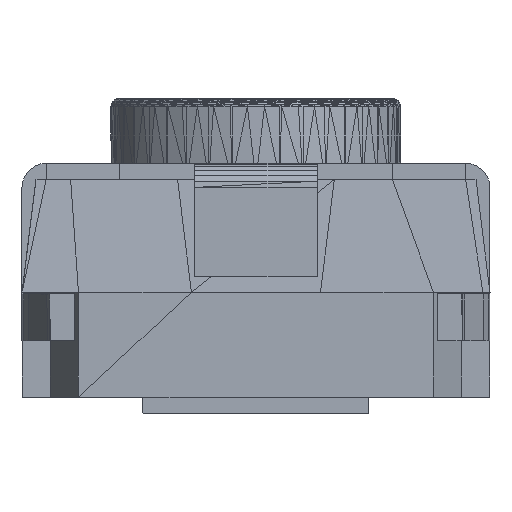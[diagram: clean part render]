
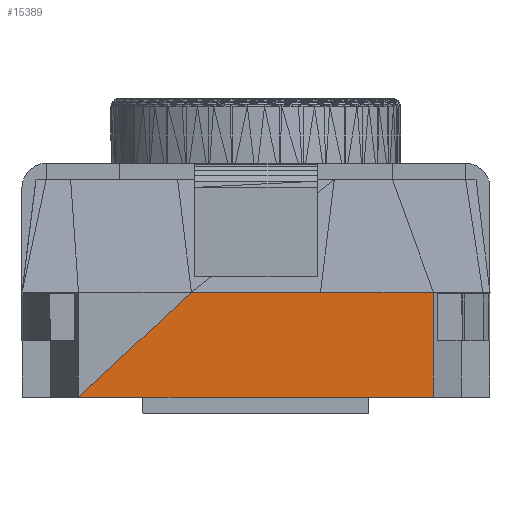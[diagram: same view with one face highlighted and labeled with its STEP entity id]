
A CAD part, left-side view. The second image highlights one B-rep face of the part: STEP entity #15389.
In plain terms, the highlighted planar face has unit normal (-1, 0, 0).
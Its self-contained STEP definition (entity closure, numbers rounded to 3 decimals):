
#753=FACE_OUTER_BOUND('',#1898,.T.);
#1898=EDGE_LOOP('',(#11491,#11492,#11493,#11494,#11495));
#3541=LINE('',#23616,#5597);
#3542=LINE('',#23618,#5598);
#3543=LINE('',#23620,#5599);
#3544=LINE('',#23622,#5600);
#3545=LINE('',#23623,#5601);
#5597=VECTOR('',#19333,1.);
#5598=VECTOR('',#19334,1.);
#5599=VECTOR('',#19335,1.);
#5600=VECTOR('',#19336,1.);
#5601=VECTOR('',#19337,1.);
#7082=VERTEX_POINT('',#23588);
#7093=VERTEX_POINT('',#23615);
#7094=VERTEX_POINT('',#23617);
#7095=VERTEX_POINT('',#23619);
#7096=VERTEX_POINT('',#23621);
#8572=EDGE_CURVE('',#7093,#7082,#3541,.T.);
#8573=EDGE_CURVE('',#7093,#7094,#3542,.T.);
#8574=EDGE_CURVE('',#7094,#7095,#3543,.T.);
#8575=EDGE_CURVE('',#7096,#7095,#3544,.T.);
#8576=EDGE_CURVE('',#7082,#7096,#3545,.T.);
#11491=ORIENTED_EDGE('',*,*,#8572,.F.);
#11492=ORIENTED_EDGE('',*,*,#8573,.T.);
#11493=ORIENTED_EDGE('',*,*,#8574,.T.);
#11494=ORIENTED_EDGE('',*,*,#8575,.F.);
#11495=ORIENTED_EDGE('',*,*,#8576,.F.);
#14244=PLANE('',#16550);
#15389=ADVANCED_FACE('',(#753),#14244,.T.);
#16550=AXIS2_PLACEMENT_3D('',#23614,#19331,#19332);
#19331=DIRECTION('center_axis',(-1.,0.,0.));
#19332=DIRECTION('ref_axis',(0.,0.,1.));
#19333=DIRECTION('',(0.,-0.733,0.68));
#19334=DIRECTION('',(0.,-1.,0.));
#19335=DIRECTION('',(0.,0.,1.));
#19336=DIRECTION('',(0.,-1.,0.));
#19337=DIRECTION('',(0.,-1.,0.));
#23588=CARTESIAN_POINT('',(-1.95,0.4,0.75));
#23614=CARTESIAN_POINT('Origin',(-1.95,-0.4,0.75));
#23615=CARTESIAN_POINT('',(-1.95,1.1,0.1));
#23616=CARTESIAN_POINT('',(-1.95,1.1,0.1));
#23617=CARTESIAN_POINT('',(-1.95,-1.1,0.1));
#23618=CARTESIAN_POINT('',(-1.95,-0.173,0.1));
#23619=CARTESIAN_POINT('',(-1.95,-1.1,0.75));
#23620=CARTESIAN_POINT('',(-1.95,-1.1,0.1));
#23621=CARTESIAN_POINT('',(-1.95,-0.4,0.75));
#23622=CARTESIAN_POINT('',(-1.95,-0.4,0.75));
#23623=CARTESIAN_POINT('',(-1.95,0.4,0.75));
